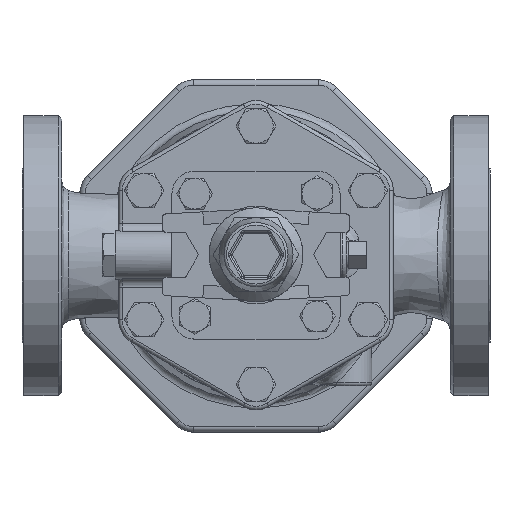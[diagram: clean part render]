
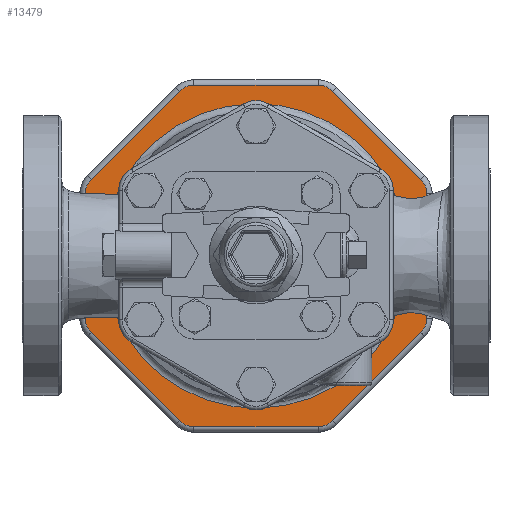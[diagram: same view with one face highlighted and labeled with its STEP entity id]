
A CAD part, top view. The second image highlights one B-rep face of the part: STEP entity #13479.
In plain terms, the highlighted planar face has unit normal (0, 0, 1).
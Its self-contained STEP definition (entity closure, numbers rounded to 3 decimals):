
#1153=FACE_BOUND('',#3078,.T.);
#1394=CIRCLE('',#14417,11.351);
#1395=CIRCLE('',#14418,11.351);
#1396=CIRCLE('',#14419,11.351);
#1397=CIRCLE('',#14420,11.351);
#1398=CIRCLE('',#14421,11.351);
#1399=CIRCLE('',#14422,11.351);
#1400=CIRCLE('',#14423,11.351);
#1401=CIRCLE('',#14424,11.351);
#1402=CIRCLE('',#14425,84.279);
#2152=FACE_OUTER_BOUND('',#3077,.T.);
#3077=EDGE_LOOP('',(#9069,#9070,#9071,#9072,#9073,#9074,#9075,#9076,#9077,
#9078,#9079,#9080,#9081,#9082,#9083,#9084));
#3078=EDGE_LOOP('',(#9085));
#4216=LINE('',#19883,#4952);
#4217=LINE('',#19887,#4953);
#4218=LINE('',#19891,#4954);
#4219=LINE('',#19895,#4955);
#4220=LINE('',#19899,#4956);
#4221=LINE('',#19903,#4957);
#4222=LINE('',#19907,#4958);
#4223=LINE('',#19911,#4959);
#4952=VECTOR('',#16025,68.883);
#4953=VECTOR('',#16028,68.883);
#4954=VECTOR('',#16031,68.883);
#4955=VECTOR('',#16034,68.883);
#4956=VECTOR('',#16037,68.883);
#4957=VECTOR('',#16040,68.883);
#4958=VECTOR('',#16043,68.883);
#4959=VECTOR('',#16046,68.883);
#5700=VERTEX_POINT('',#19881);
#5701=VERTEX_POINT('',#19882);
#5702=VERTEX_POINT('',#19884);
#5703=VERTEX_POINT('',#19886);
#5704=VERTEX_POINT('',#19888);
#5705=VERTEX_POINT('',#19890);
#5706=VERTEX_POINT('',#19892);
#5707=VERTEX_POINT('',#19894);
#5708=VERTEX_POINT('',#19896);
#5709=VERTEX_POINT('',#19898);
#5710=VERTEX_POINT('',#19900);
#5711=VERTEX_POINT('',#19902);
#5712=VERTEX_POINT('',#19904);
#5713=VERTEX_POINT('',#19906);
#5714=VERTEX_POINT('',#19908);
#5715=VERTEX_POINT('',#19910);
#5716=VERTEX_POINT('',#19913);
#7009=EDGE_CURVE('',#5700,#5701,#4216,.T.);
#7010=EDGE_CURVE('',#5702,#5700,#1394,.T.);
#7011=EDGE_CURVE('',#5703,#5702,#4217,.T.);
#7012=EDGE_CURVE('',#5704,#5703,#1395,.T.);
#7013=EDGE_CURVE('',#5705,#5704,#4218,.T.);
#7014=EDGE_CURVE('',#5706,#5705,#1396,.T.);
#7015=EDGE_CURVE('',#5707,#5706,#4219,.T.);
#7016=EDGE_CURVE('',#5708,#5707,#1397,.T.);
#7017=EDGE_CURVE('',#5709,#5708,#4220,.T.);
#7018=EDGE_CURVE('',#5710,#5709,#1398,.T.);
#7019=EDGE_CURVE('',#5711,#5710,#4221,.T.);
#7020=EDGE_CURVE('',#5712,#5711,#1399,.T.);
#7021=EDGE_CURVE('',#5713,#5712,#4222,.T.);
#7022=EDGE_CURVE('',#5714,#5713,#1400,.T.);
#7023=EDGE_CURVE('',#5715,#5714,#4223,.T.);
#7024=EDGE_CURVE('',#5701,#5715,#1401,.T.);
#7025=EDGE_CURVE('',#5716,#5716,#1402,.T.);
#9069=ORIENTED_EDGE('',*,*,#7009,.F.);
#9070=ORIENTED_EDGE('',*,*,#7010,.F.);
#9071=ORIENTED_EDGE('',*,*,#7011,.F.);
#9072=ORIENTED_EDGE('',*,*,#7012,.F.);
#9073=ORIENTED_EDGE('',*,*,#7013,.F.);
#9074=ORIENTED_EDGE('',*,*,#7014,.F.);
#9075=ORIENTED_EDGE('',*,*,#7015,.F.);
#9076=ORIENTED_EDGE('',*,*,#7016,.F.);
#9077=ORIENTED_EDGE('',*,*,#7017,.F.);
#9078=ORIENTED_EDGE('',*,*,#7018,.F.);
#9079=ORIENTED_EDGE('',*,*,#7019,.F.);
#9080=ORIENTED_EDGE('',*,*,#7020,.F.);
#9081=ORIENTED_EDGE('',*,*,#7021,.F.);
#9082=ORIENTED_EDGE('',*,*,#7022,.F.);
#9083=ORIENTED_EDGE('',*,*,#7023,.F.);
#9084=ORIENTED_EDGE('',*,*,#7024,.F.);
#9085=ORIENTED_EDGE('',*,*,#7025,.F.);
#13128=PLANE('',#14416);
#13479=ADVANCED_FACE('',(#2152,#1153),#13128,.T.);
#14416=AXIS2_PLACEMENT_3D('',#19880,#16023,#16024);
#14417=AXIS2_PLACEMENT_3D('',#19885,#16026,#16027);
#14418=AXIS2_PLACEMENT_3D('',#19889,#16029,#16030);
#14419=AXIS2_PLACEMENT_3D('',#19893,#16032,#16033);
#14420=AXIS2_PLACEMENT_3D('',#19897,#16035,#16036);
#14421=AXIS2_PLACEMENT_3D('',#19901,#16038,#16039);
#14422=AXIS2_PLACEMENT_3D('',#19905,#16041,#16042);
#14423=AXIS2_PLACEMENT_3D('',#19909,#16044,#16045);
#14424=AXIS2_PLACEMENT_3D('',#19912,#16047,#16048);
#14425=AXIS2_PLACEMENT_3D('',#19914,#16049,#16050);
#16023=DIRECTION('center_axis',(0.,0.,1.));
#16024=DIRECTION('ref_axis',(1.,0.,0.));
#16025=DIRECTION('',(0.,-1.,0.));
#16026=DIRECTION('center_axis',(0.,0.,-1.));
#16027=DIRECTION('ref_axis',(0.924,0.383,0.));
#16028=DIRECTION('',(0.707,-0.707,0.));
#16029=DIRECTION('center_axis',(0.,0.,-1.));
#16030=DIRECTION('ref_axis',(0.383,0.924,0.));
#16031=DIRECTION('',(1.,0.,0.));
#16032=DIRECTION('center_axis',(0.,0.,-1.));
#16033=DIRECTION('ref_axis',(-0.383,0.924,0.));
#16034=DIRECTION('',(0.707,0.707,0.));
#16035=DIRECTION('center_axis',(0.,0.,-1.));
#16036=DIRECTION('ref_axis',(-0.924,0.383,0.));
#16037=DIRECTION('',(0.,1.,0.));
#16038=DIRECTION('center_axis',(0.,0.,-1.));
#16039=DIRECTION('ref_axis',(-0.924,-0.383,0.));
#16040=DIRECTION('',(-0.707,0.707,0.));
#16041=DIRECTION('center_axis',(0.,0.,-1.));
#16042=DIRECTION('ref_axis',(-0.383,-0.924,0.));
#16043=DIRECTION('',(-1.,0.,0.));
#16044=DIRECTION('center_axis',(0.,0.,-1.));
#16045=DIRECTION('ref_axis',(0.383,-0.924,0.));
#16046=DIRECTION('',(-0.707,-0.707,0.));
#16047=DIRECTION('center_axis',(0.,0.,-1.));
#16048=DIRECTION('ref_axis',(0.924,-0.383,0.));
#16049=DIRECTION('center_axis',(0.,0.,1.));
#16050=DIRECTION('ref_axis',(-1.,0.,0.));
#19880=CARTESIAN_POINT('Origin',(0.,0.,21.));
#19881=CARTESIAN_POINT('',(94.5,34.442,21.));
#19882=CARTESIAN_POINT('',(94.5,-34.442,21.));
#19883=CARTESIAN_POINT('',(94.5,-20.193,21.));
#19884=CARTESIAN_POINT('',(91.175,42.468,21.));
#19885=CARTESIAN_POINT('Origin',(83.149,34.442,21.));
#19886=CARTESIAN_POINT('',(42.468,91.175,21.));
#19887=CARTESIAN_POINT('',(81.1,52.543,21.));
#19888=CARTESIAN_POINT('',(34.442,94.5,21.));
#19889=CARTESIAN_POINT('Origin',(34.442,83.149,21.));
#19890=CARTESIAN_POINT('',(-34.442,94.5,21.));
#19891=CARTESIAN_POINT('',(20.193,94.5,21.));
#19892=CARTESIAN_POINT('',(-42.468,91.175,21.));
#19893=CARTESIAN_POINT('Origin',(-34.442,83.149,21.));
#19894=CARTESIAN_POINT('',(-91.175,42.468,21.));
#19895=CARTESIAN_POINT('',(-52.543,81.1,21.));
#19896=CARTESIAN_POINT('',(-94.5,34.442,21.));
#19897=CARTESIAN_POINT('Origin',(-83.149,34.442,21.));
#19898=CARTESIAN_POINT('',(-94.5,-34.442,21.));
#19899=CARTESIAN_POINT('',(-94.5,20.193,21.));
#19900=CARTESIAN_POINT('',(-91.175,-42.468,21.));
#19901=CARTESIAN_POINT('Origin',(-83.149,-34.442,21.));
#19902=CARTESIAN_POINT('',(-42.468,-91.175,21.));
#19903=CARTESIAN_POINT('',(-81.1,-52.543,21.));
#19904=CARTESIAN_POINT('',(-34.442,-94.5,21.));
#19905=CARTESIAN_POINT('Origin',(-34.442,-83.149,21.));
#19906=CARTESIAN_POINT('',(34.442,-94.5,21.));
#19907=CARTESIAN_POINT('',(-20.193,-94.5,21.));
#19908=CARTESIAN_POINT('',(42.468,-91.175,21.));
#19909=CARTESIAN_POINT('Origin',(34.442,-83.149,21.));
#19910=CARTESIAN_POINT('',(91.175,-42.468,21.));
#19911=CARTESIAN_POINT('',(52.543,-81.1,21.));
#19912=CARTESIAN_POINT('Origin',(83.149,-34.442,21.));
#19913=CARTESIAN_POINT('',(-78.517,-30.628,21.));
#19914=CARTESIAN_POINT('Origin',(0.,0.,21.));
